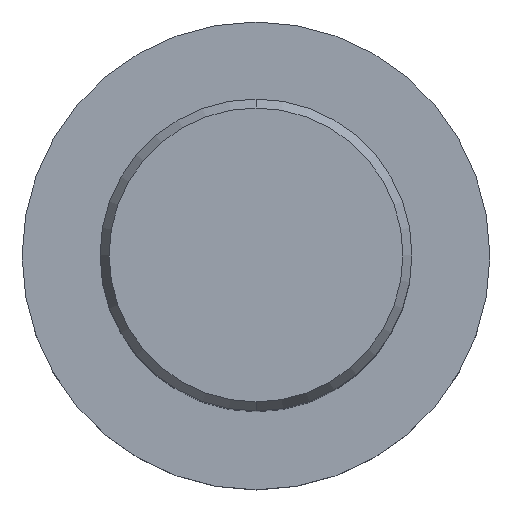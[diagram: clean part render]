
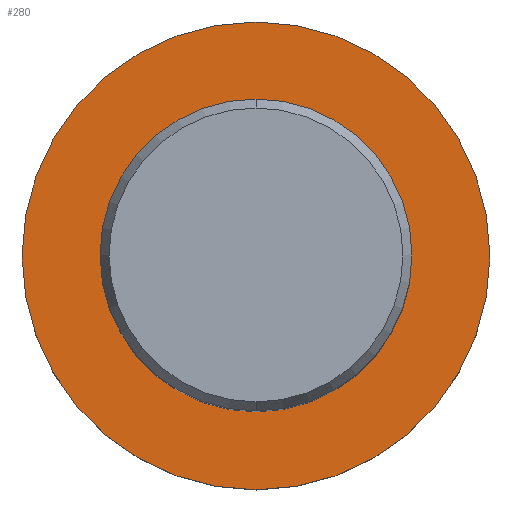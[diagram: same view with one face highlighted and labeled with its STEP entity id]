
A CAD part, top view. The second image highlights one B-rep face of the part: STEP entity #280.
In plain terms, the highlighted planar face has unit normal (0, 0, 1).
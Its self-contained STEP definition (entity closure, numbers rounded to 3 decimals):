
#238=VERTEX_POINT('',#606);
#246=VERTEX_POINT('',#616);
#280=ADVANCED_FACE('',(#654,#655),#656,.T.);
#308=VERTEX_POINT('',#685);
#364=EDGE_CURVE('',#308,#246,#746,.T.);
#442=EDGE_CURVE('',#246,#308,#834,.T.);
#462=EDGE_CURVE('',#548,#238,#856,.T.);
#516=EDGE_CURVE('',#238,#548,#914,.T.);
#548=VERTEX_POINT('',#948);
#606=CARTESIAN_POINT('',(0.0,30.0,-70.0));
#616=CARTESIAN_POINT('',(0.0,20.0,-70.0));
#654=FACE_BOUND('',#1086,.T.);
#655=FACE_OUTER_BOUND('',#1087,.T.);
#656=PLANE('',#1088);
#685=CARTESIAN_POINT('',(0.,-20.0,-70.0));
#746=CIRCLE('',#1281,20.0);
#834=CIRCLE('',#1406,20.0);
#856=CIRCLE('',#1470,30.0);
#914=CIRCLE('',#1649,30.0);
#948=CARTESIAN_POINT('',(0.,-30.0,-70.0));
#1086=EDGE_LOOP('',(#1834,#1835));
#1087=EDGE_LOOP('',(#1836,#1837));
#1088=AXIS2_PLACEMENT_3D('',#1838,#1839,#1840);
#1281=AXIS2_PLACEMENT_3D('',#1938,#1939,#1940);
#1406=AXIS2_PLACEMENT_3D('',#2071,#2072,#2073);
#1470=AXIS2_PLACEMENT_3D('',#2097,#2098,#2099);
#1649=AXIS2_PLACEMENT_3D('',#2154,#2155,#2156);
#1834=ORIENTED_EDGE('',*,*,#442,.T.);
#1835=ORIENTED_EDGE('',*,*,#364,.T.);
#1836=ORIENTED_EDGE('',*,*,#516,.F.);
#1837=ORIENTED_EDGE('',*,*,#462,.F.);
#1838=CARTESIAN_POINT('',(0.0,15.0,-70.0));
#1839=DIRECTION('',(-0.0,0.0,1.0));
#1840=DIRECTION('',(0.0,-1.0,0.0));
#1938=CARTESIAN_POINT('',(0.0,0.0,-70.0));
#1939=DIRECTION('',(-0.0,0.0,-1.0));
#1940=DIRECTION('',(0.0,1.0,0.0));
#2071=CARTESIAN_POINT('',(0.0,0.0,-70.0));
#2072=DIRECTION('',(-0.0,0.0,-1.0));
#2073=DIRECTION('',(0.0,1.0,0.0));
#2097=CARTESIAN_POINT('',(0.0,0.0,-70.0));
#2098=DIRECTION('',(0.0,0.0,-1.0));
#2099=DIRECTION('',(0.0,1.0,0.0));
#2154=CARTESIAN_POINT('',(0.0,0.0,-70.0));
#2155=DIRECTION('',(0.0,0.0,-1.0));
#2156=DIRECTION('',(0.0,1.0,0.0));
